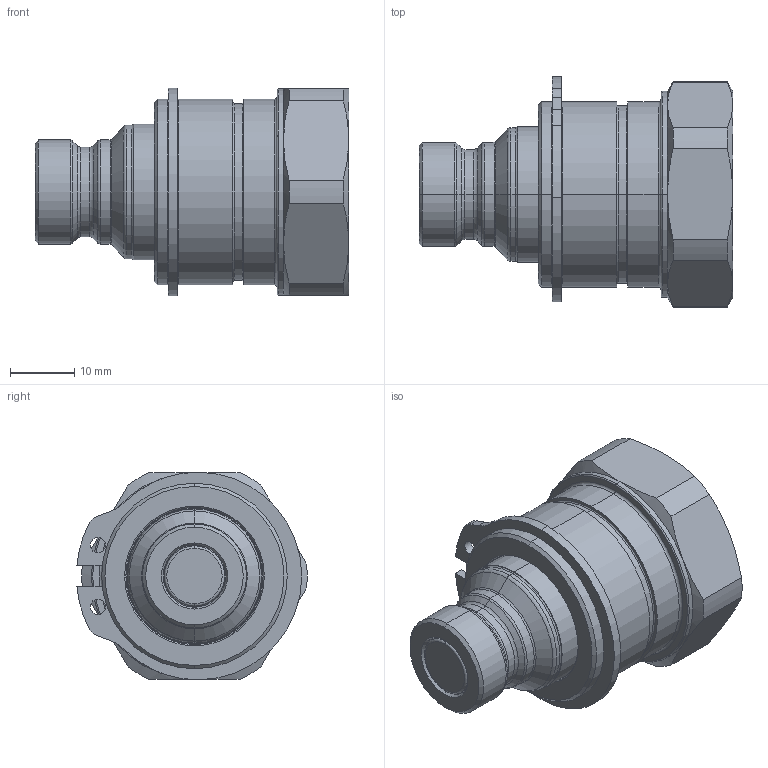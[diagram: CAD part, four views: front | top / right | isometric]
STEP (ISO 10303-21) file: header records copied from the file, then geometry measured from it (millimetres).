
FILE_DESCRIPTION (( 'STEP AP214' ), '1' );
FILE_NAME ('FEMP-252-4FB.STEP', '2015-08-27T14:18:23', ( 'admin' ), ( 'Microsoft' ), 'SwSTEP 2.0', 'SolidWorks 2009', '' );
FILE_SCHEMA (( 'AUTOMOTIVE_DESIGN' ));
Length unit declared in the file: millimetre
Products named in the file (1): FEMP-252-4FB
Bounding box: 48.7 x 35.74 x 32.23 mm (x, y, z)
Volume: 24971.1 mm3; surface area: 6905.3 mm2
Topology: 1 solids, 1 shells, 130 faces, 288 edges, 170 vertices
Faces by surface type: cylinder 46, cone 32, torus 28, plane 24
Entity records: 3735 total; most frequent: CARTESIAN_POINT 743, DIRECTION 702, ORIENTED_EDGE 576, AXIS2_PLACEMENT_3D 309, EDGE_CURVE 288, CIRCLE 178, VERTEX_POINT 170, EDGE_LOOP 144
